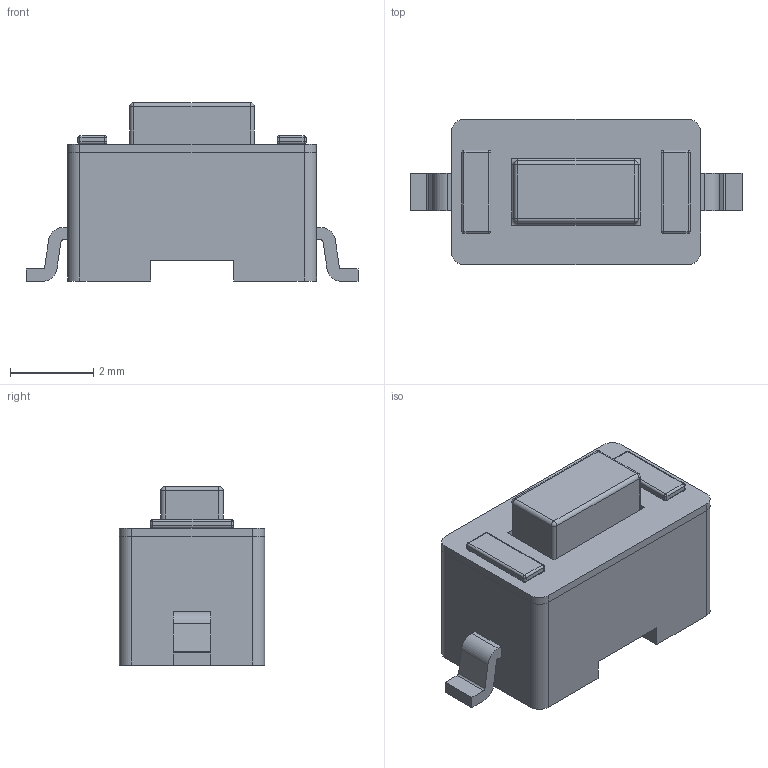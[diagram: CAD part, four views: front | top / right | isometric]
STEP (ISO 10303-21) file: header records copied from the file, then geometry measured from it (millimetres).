
FILE_DESCRIPTION (( 'STEP AP214' ), '1' );
FILE_NAME ('SW-SMD_L6.0-W3.5-LS8.0-1.STEP', '2021-09-15T08:40:17', ( 'PC' ), ( 'Microsoft' ), 'SwSTEP 2.0', 'SolidWorks 2018', '' );
FILE_SCHEMA (( 'AUTOMOTIVE_DESIGN' ));
Length unit declared in the file: millimetre
Products named in the file (2): SW-SMD_L6.0-W3.5-LS8.0-1
Bounding box: 8 x 3.5 x 4.31 mm (x, y, z)
Volume: 70.8 mm3; surface area: 164.2 mm2
Topology: 2 solids, 2 shells, 221 faces, 552 edges, 332 vertices
Faces by surface type: plane 131, cylinder 52, sphere 20, bspline 14, torus 4
Entity records: 9467 total; most frequent: CARTESIAN_POINT 1885, ORIENTED_EDGE 1064, DIRECTION 1030, EDGE_CURVE 532, VECTOR 396, LINE 396, VERTEX_POINT 332, AXIS2_PLACEMENT_3D 317
